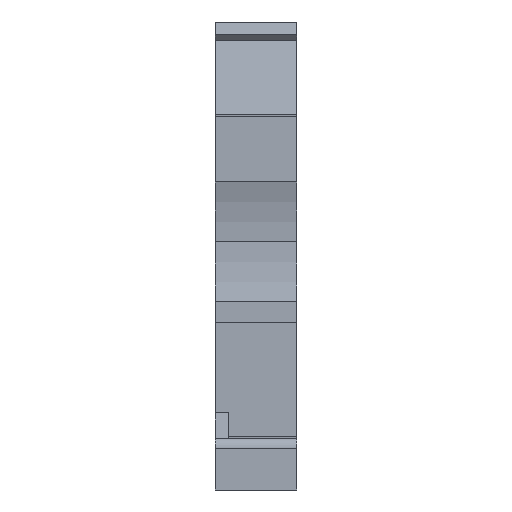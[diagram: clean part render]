
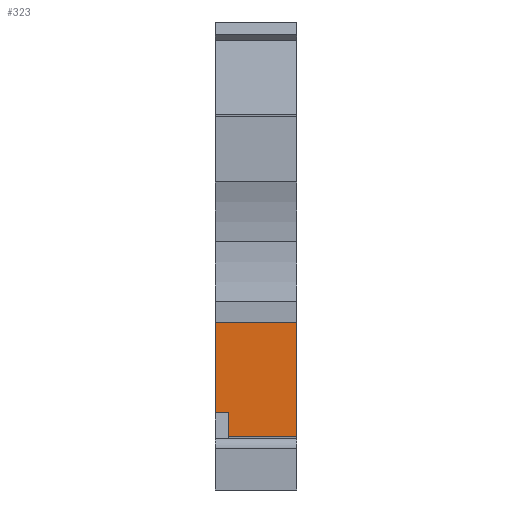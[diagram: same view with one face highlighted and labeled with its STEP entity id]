
A CAD part, front view. The second image highlights one B-rep face of the part: STEP entity #323.
In plain terms, the highlighted planar face has unit normal (0, -1, 0).
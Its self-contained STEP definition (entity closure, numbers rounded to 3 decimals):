
#323=ADVANCED_FACE('',(#742),#743,.T.);
#742=FACE_OUTER_BOUND('',#1253,.T.);
#743=PLANE('',#1254);
#1253=EDGE_LOOP('',(#2241,#2242,#2243,#2244,#2245,#2246));
#1254=AXIS2_PLACEMENT_3D('',#2247,#2248,#2249);
#2241=ORIENTED_EDGE('',*,*,#3332,.F.);
#2242=ORIENTED_EDGE('',*,*,#3523,.F.);
#2243=ORIENTED_EDGE('',*,*,#3525,.F.);
#2244=ORIENTED_EDGE('',*,*,#3242,.T.);
#2245=ORIENTED_EDGE('',*,*,#3526,.T.);
#2246=ORIENTED_EDGE('',*,*,#3527,.T.);
#2247=CARTESIAN_POINT('',(0.0,3.8,5.));
#2248=DIRECTION('',(0.0,-1.0,0.));
#2249=DIRECTION('',(1.0,0.,0.));
#3242=EDGE_CURVE('',#3942,#3940,#3943,.T.);
#3332=EDGE_CURVE('',#4110,#4112,#4113,.T.);
#3523=EDGE_CURVE('',#4396,#4110,#4398,.T.);
#3525=EDGE_CURVE('',#3942,#4396,#4400,.T.);
#3526=EDGE_CURVE('',#3940,#4401,#4402,.T.);
#3527=EDGE_CURVE('',#4401,#4112,#4403,.T.);
#3940=VERTEX_POINT('',#5138);
#3942=VERTEX_POINT('',#5141);
#3943=LINE('',#5142,#5143);
#4110=VERTEX_POINT('',#5378);
#4112=VERTEX_POINT('',#5381);
#4113=LINE('',#5382,#5383);
#4396=VERTEX_POINT('',#5948);
#4398=LINE('',#5951,#5952);
#4400=LINE('',#5954,#5955);
#4401=VERTEX_POINT('',#5956);
#4402=LINE('',#5957,#5958);
#4403=LINE('',#5959,#5960);
#5138=CARTESIAN_POINT('',(6.15,3.8,12.6));
#5141=CARTESIAN_POINT('',(6.15,3.8,1.5));
#5142=CARTESIAN_POINT('',(6.15,3.8,15.25));
#5143=VECTOR('',#7209,1.0);
#5378=CARTESIAN_POINT('',(1.0,3.8,5.814));
#5381=CARTESIAN_POINT('',(0.0,3.8,5.814));
#5382=CARTESIAN_POINT('',(5.15,3.8,5.814));
#5383=VECTOR('',#7330,1.0);
#5948=CARTESIAN_POINT('',(1.0,3.8,1.5));
#5951=CARTESIAN_POINT('',(1.0,3.8,15.25));
#5952=VECTOR('',#7506,1.0);
#5954=CARTESIAN_POINT('',(5.15,3.8,1.5));
#5955=VECTOR('',#7507,1.0);
#5956=CARTESIAN_POINT('',(0.0,3.8,12.6));
#5957=CARTESIAN_POINT('',(5.15,3.8,12.6));
#5958=VECTOR('',#7508,1.0);
#5959=CARTESIAN_POINT('',(0.0,3.8,15.25));
#5960=VECTOR('',#7509,1.0);
#7209=DIRECTION('',(0.,0.,1.0));
#7330=DIRECTION('',(-1.0,0.,0.0));
#7506=DIRECTION('',(0.,0.,1.0));
#7507=DIRECTION('',(-1.0,0.,0.));
#7508=DIRECTION('',(-1.0,0.,0.));
#7509=DIRECTION('',(0.,0.,-1.0));
